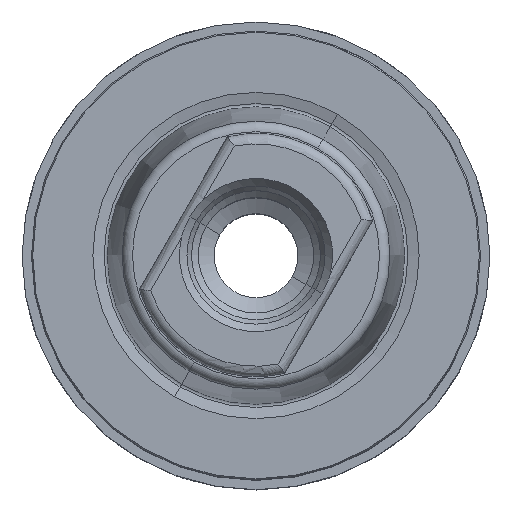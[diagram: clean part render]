
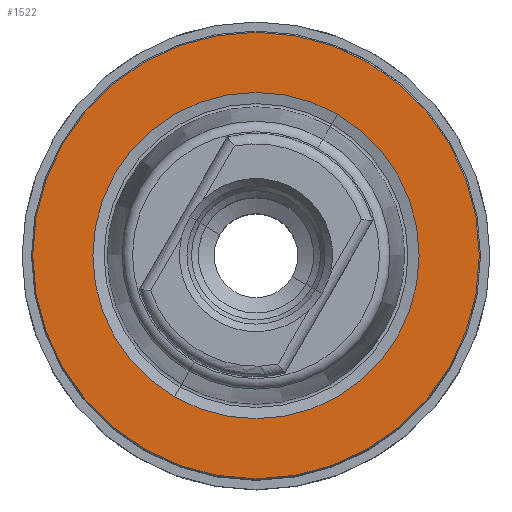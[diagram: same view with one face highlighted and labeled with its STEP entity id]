
A CAD part, top view. The second image highlights one B-rep face of the part: STEP entity #1522.
In plain terms, the highlighted planar face has unit normal (0, 0, 1).
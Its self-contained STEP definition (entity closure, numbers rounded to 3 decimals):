
#364=CARTESIAN_POINT('',(0.,0.,0.));
#365=DIRECTION('',(0.,0.,-1.));
#366=DIRECTION('',(0.,1.,0.));
#367=AXIS2_PLACEMENT_3D('',#364,#365,#366);
#372=CARTESIAN_POINT('',(0.,0.,0.));
#373=DIRECTION('',(0.,0.,-1.));
#374=DIRECTION('',(0.,-1.,0.));
#375=AXIS2_PLACEMENT_3D('',#372,#373,#374);
#380=CARTESIAN_POINT('',(0.,0.,0.));
#381=DIRECTION('',(0.,0.,-1.));
#382=DIRECTION('',(-0.5,-0.866,0.));
#383=AXIS2_PLACEMENT_3D('',#380,#381,#382);
#402=CARTESIAN_POINT('',(0.,0.,0.));
#403=DIRECTION('',(0.,0.,1.));
#404=DIRECTION('',(-0.5,-0.866,0.));
#405=AXIS2_PLACEMENT_3D('',#402,#403,#404);
#1090=CARTESIAN_POINT('',(-3.888,-6.734,0.));
#1092=VERTEX_POINT('',#1090);
#1100=CARTESIAN_POINT('',(3.888,6.734,0.));
#1102=VERTEX_POINT('',#1100);
#1198=CARTESIAN_POINT('',(0.,10.642,0.));
#1199=VERTEX_POINT('',#1198);
#1200=CARTESIAN_POINT('',(0.,-10.642,0.));
#1201=VERTEX_POINT('',#1200);
#1507=CARTESIAN_POINT('',(0.,0.,0.));
#1508=DIRECTION('',(0.,0.,-1.));
#1509=DIRECTION('',(0.5,0.866,0.));
#1510=AXIS2_PLACEMENT_3D('',#1507,#1508,#1509);
#1511=PLANE('',#1510);
#1512=ORIENTED_EDGE('',*,*,#1501,.T.);
#1513=ORIENTED_EDGE('',*,*,#1486,.T.);
#1514=EDGE_LOOP('',(#1512,#1513));
#1515=FACE_OUTER_BOUND('',#1514,.F.);
#1517=ORIENTED_EDGE('',*,*,#1516,.F.);
#1519=ORIENTED_EDGE('',*,*,#1518,.T.);
#1520=EDGE_LOOP('',(#1517,#1519));
#1521=FACE_BOUND('',#1520,.F.);
#368=CIRCLE('',#367,10.642);
#376=CIRCLE('',#375,10.642);
#384=CIRCLE('',#383,7.776);
#406=CIRCLE('',#405,7.776);
#1486=EDGE_CURVE('',#1201,#1199,#376,.T.);
#1501=EDGE_CURVE('',#1199,#1201,#368,.T.);
#1516=EDGE_CURVE('',#1092,#1102,#384,.T.);
#1518=EDGE_CURVE('',#1092,#1102,#406,.T.);
#1522=ADVANCED_FACE('',(#1515,#1521),#1511,.F.);
